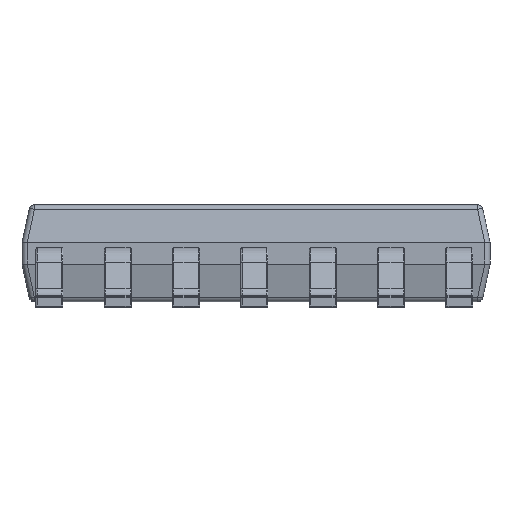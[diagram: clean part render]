
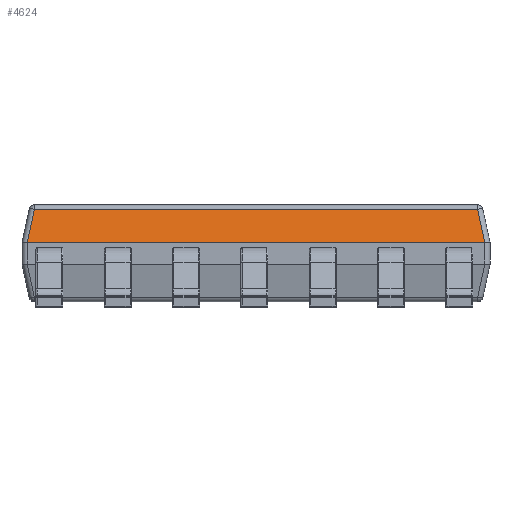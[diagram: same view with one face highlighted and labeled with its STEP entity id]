
A CAD part, left-side view. The second image highlights one B-rep face of the part: STEP entity #4624.
In plain terms, the highlighted planar face has unit normal (-0.978, 0, 0.209).
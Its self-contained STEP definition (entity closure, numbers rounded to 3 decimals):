
#109 = ORIENTED_EDGE ( 'NONE', *, *, #4512, .T. ) ;
#272 = CARTESIAN_POINT ( 'NONE',  ( -1.8, -4.252, 1.2 ) ) ;
#283 = CARTESIAN_POINT ( 'NONE',  ( -1.8, -4.251, 1.2 ) ) ;
#297 = CARTESIAN_POINT ( 'NONE',  ( -1.8, -4.251, 1.2 ) ) ;
#300 = DIRECTION ( 'NONE',  ( 0., -1., 0. ) ) ;
#309 = CARTESIAN_POINT ( 'NONE',  ( -1.8, 4.35, 1.2 ) ) ;
#316 = CARTESIAN_POINT ( 'NONE',  ( -1.8, -4.25, 1.2 ) ) ;
#704 = CARTESIAN_POINT ( 'NONE',  ( -1.8, 4.252, 1.2 ) ) ;
#715 = CARTESIAN_POINT ( 'NONE',  ( -1.8, 4.251, 1.2 ) ) ;
#776 = CARTESIAN_POINT ( 'NONE',  ( -1.8, 4.25, 1.2 ) ) ;
#789 = CARTESIAN_POINT ( 'NONE',  ( -1.667, -4.119, 1.821 ) ) ;
#797 = CARTESIAN_POINT ( 'NONE',  ( -1.585, -4.037, 2.205 ) ) ;
#872 = DIRECTION ( 'NONE',  ( -0.205, -0.205, -0.957 ) ) ;
#923 = CARTESIAN_POINT ( 'NONE',  ( -1.8, 4.252, 1.2 ) ) ;
#961 = CARTESIAN_POINT ( 'NONE',  ( -1.667, 4.119, 1.821 ) ) ;
#969 = DIRECTION ( 'NONE',  ( -0.205, 0.205, -0.957 ) ) ;
#978 = CARTESIAN_POINT ( 'NONE',  ( -1.8, 4.251, 1.2 ) ) ;
#987 = EDGE_LOOP ( 'NONE', ( #1418, #2741, #5397, #3871, #4264, #109 ) ) ;
#1418 = ORIENTED_EDGE ( 'NONE', *, *, #4472, .F. ) ;
#1888 = DIRECTION ( 'NONE',  ( 0., 1., 0. ) ) ;
#1898 = CARTESIAN_POINT ( 'NONE',  ( -1.667, 0., 1.821 ) ) ;
#2007 = VERTEX_POINT ( 'NONE', #3421 ) ;
#2455 =( BOUNDED_CURVE ( )  B_SPLINE_CURVE ( 3, ( #316, #297, #283, #272 ),
 .UNSPECIFIED., .F., .F. ) 
 B_SPLINE_CURVE_WITH_KNOTS ( ( 4, 4 ),
 ( 0., 0.022 ),
 .UNSPECIFIED. ) 
 CURVE ( )  GEOMETRIC_REPRESENTATION_ITEM ( )  RATIONAL_B_SPLINE_CURVE ( ( 1., 1., 1., 1. ) ) 
 REPRESENTATION_ITEM ( '' )  );
#2468 =( BOUNDED_CURVE ( )  B_SPLINE_CURVE ( 3, ( #776, #978, #715, #704 ),
 .UNSPECIFIED., .F., .F. ) 
 B_SPLINE_CURVE_WITH_KNOTS ( ( 4, 4 ),
 ( 0., 0.022 ),
 .UNSPECIFIED. ) 
 CURVE ( )  GEOMETRIC_REPRESENTATION_ITEM ( )  RATIONAL_B_SPLINE_CURVE ( ( 1., 1., 1., 1. ) ) 
 REPRESENTATION_ITEM ( '' )  );
#2741 = ORIENTED_EDGE ( 'NONE', *, *, #4126, .T. ) ;
#2987 = VERTEX_POINT ( 'NONE', #8577 ) ;
#3421 = CARTESIAN_POINT ( 'NONE',  ( -1.8, -4.252, 1.2 ) ) ;
#3537 = VECTOR ( 'NONE', #969, 1000. ) ;
#3732 = LINE ( 'NONE', #961, #3537 ) ;
#3871 = ORIENTED_EDGE ( 'NONE', *, *, #4484, .F. ) ;
#4126 = EDGE_CURVE ( 'NONE', #4502, #2987, #4827, .T. ) ;
#4264 = ORIENTED_EDGE ( 'NONE', *, *, #4496, .T. ) ;
#4453 = EDGE_CURVE ( 'NONE', #2987, #6430, #3732, .T. ) ;
#4472 = EDGE_CURVE ( 'NONE', #4502, #2007, #8532, .T. ) ;
#4484 = EDGE_CURVE ( 'NONE', #5008, #6430, #2468, .T. ) ;
#4496 = EDGE_CURVE ( 'NONE', #5008, #7648, #8109, .T. ) ;
#4502 = VERTEX_POINT ( 'NONE', #789 ) ;
#4512 = EDGE_CURVE ( 'NONE', #7648, #2007, #2455, .T. ) ;
#4624 = ADVANCED_FACE ( 'NONE', ( #7590 ), #7192, .T. ) ;
#4827 = LINE ( 'NONE', #1898, #7567 ) ;
#5008 = VERTEX_POINT ( 'NONE', #7673 ) ;
#5397 = ORIENTED_EDGE ( 'NONE', *, *, #4453, .T. ) ;
#6070 = CARTESIAN_POINT ( 'NONE',  ( -1.8, -4.25, 1.2 ) ) ;
#6416 = DIRECTION ( 'NONE',  ( 0.21, 0., 0.978 ) ) ;
#6430 = VERTEX_POINT ( 'NONE', #923 ) ;
#6534 = AXIS2_PLACEMENT_3D ( 'NONE', #6802, #6703, #6416 ) ;
#6703 = DIRECTION ( 'NONE',  ( -0.978, 0., 0.21 ) ) ;
#6802 = CARTESIAN_POINT ( 'NONE',  ( -1.65, 0., 1.9 ) ) ;
#7192 = PLANE ( 'NONE',  #6534 ) ;
#7567 = VECTOR ( 'NONE', #1888, 1000. ) ;
#7590 = FACE_OUTER_BOUND ( 'NONE', #987, .T. ) ;
#7648 = VERTEX_POINT ( 'NONE', #6070 ) ;
#7673 = CARTESIAN_POINT ( 'NONE',  ( -1.8, 4.25, 1.2 ) ) ;
#8109 = LINE ( 'NONE', #309, #8118 ) ;
#8118 = VECTOR ( 'NONE', #300, 1000. ) ;
#8532 = LINE ( 'NONE', #797, #8633 ) ;
#8577 = CARTESIAN_POINT ( 'NONE',  ( -1.667, 4.119, 1.821 ) ) ;
#8633 = VECTOR ( 'NONE', #872, 1000. ) ;
